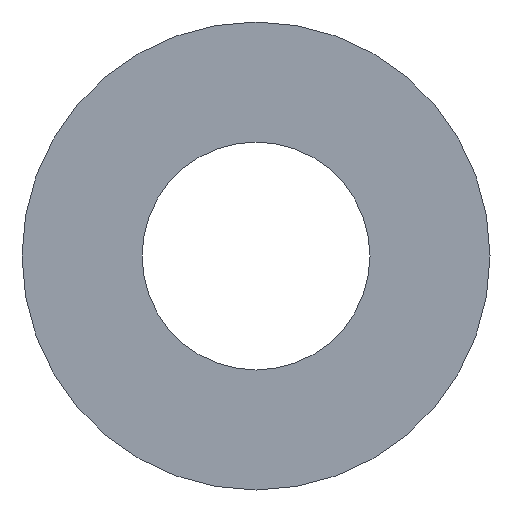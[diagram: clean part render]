
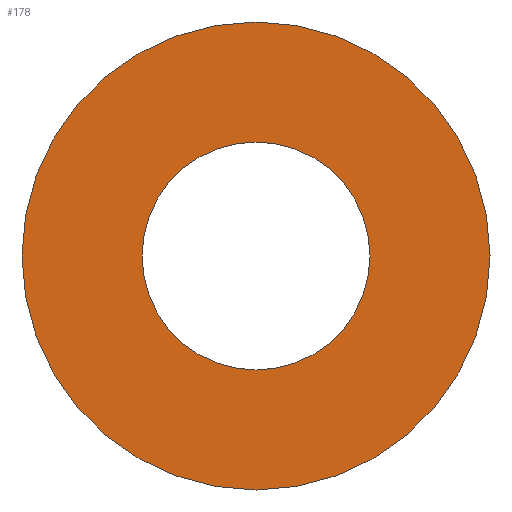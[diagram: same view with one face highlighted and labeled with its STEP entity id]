
A CAD part, front view. The second image highlights one B-rep face of the part: STEP entity #178.
In plain terms, the highlighted planar face has unit normal (0, -1, 0).
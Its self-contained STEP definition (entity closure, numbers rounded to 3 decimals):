
#1 = DIRECTION ( 'NONE',  ( 0., 0., 1. ) ) ;
#6 = DIRECTION ( 'NONE',  ( 0., 1., 0. ) ) ;
#7 = DIRECTION ( 'NONE',  ( 0., 1., 0. ) ) ;
#8 = DIRECTION ( 'NONE',  ( 0., 0., 1. ) ) ;
#11 = CARTESIAN_POINT ( 'NONE',  ( 0., 0., 0. ) ) ;
#17 = ORIENTED_EDGE ( 'NONE', *, *, #111, .T. ) ;
#18 = EDGE_CURVE ( 'NONE', #189, #80, #20, .T. ) ;
#20 = CIRCLE ( 'NONE', #47, 3.9 ) ;
#21 = ORIENTED_EDGE ( 'NONE', *, *, #49, .T. ) ;
#22 = AXIS2_PLACEMENT_3D ( 'NONE', #43, #58, #1 ) ;
#24 = AXIS2_PLACEMENT_3D ( 'NONE', #11, #7, #70 ) ;
#38 = DIRECTION ( 'NONE',  ( 0., 1., 0. ) ) ;
#43 = CARTESIAN_POINT ( 'NONE',  ( 0., 0., 0. ) ) ;
#44 = CARTESIAN_POINT ( 'NONE',  ( 0., 0., 3.9 ) ) ;
#47 = AXIS2_PLACEMENT_3D ( 'NONE', #176, #152, #90 ) ;
#49 = EDGE_CURVE ( 'NONE', #103, #132, #133, .T. ) ;
#57 = CARTESIAN_POINT ( 'NONE',  ( 0., 0., -3.9 ) ) ;
#58 = DIRECTION ( 'NONE',  ( 0., 1., 0. ) ) ;
#59 = FACE_OUTER_BOUND ( 'NONE', #82, .T. ) ;
#64 = EDGE_LOOP ( 'NONE', ( #17, #21 ) ) ;
#70 = DIRECTION ( 'NONE',  ( 0., 0., 1. ) ) ;
#75 = CARTESIAN_POINT ( 'NONE',  ( 0., 0., 1.9 ) ) ;
#78 = FACE_BOUND ( 'NONE', #64, .T. ) ;
#80 = VERTEX_POINT ( 'NONE', #57 ) ;
#82 = EDGE_LOOP ( 'NONE', ( #190, #192 ) ) ;
#83 = CIRCLE ( 'NONE', #158, 3.9 ) ;
#90 = DIRECTION ( 'NONE',  ( 1., 0., 0. ) ) ;
#96 = AXIS2_PLACEMENT_3D ( 'NONE', #162, #38, #8 ) ;
#97 = CARTESIAN_POINT ( 'NONE',  ( 0., 0., -1.9 ) ) ;
#98 = EDGE_CURVE ( 'NONE', #80, #189, #83, .T. ) ;
#103 = VERTEX_POINT ( 'NONE', #75 ) ;
#111 = EDGE_CURVE ( 'NONE', #132, #103, #151, .T. ) ;
#126 = DIRECTION ( 'NONE',  ( 1., 0., 0. ) ) ;
#132 = VERTEX_POINT ( 'NONE', #97 ) ;
#133 = CIRCLE ( 'NONE', #96, 1.9 ) ;
#144 = PLANE ( 'NONE',  #22 ) ;
#150 = CARTESIAN_POINT ( 'NONE',  ( 0., 0., 0. ) ) ;
#151 = CIRCLE ( 'NONE', #24, 1.9 ) ;
#152 = DIRECTION ( 'NONE',  ( 0., 1., 0. ) ) ;
#158 = AXIS2_PLACEMENT_3D ( 'NONE', #150, #6, #126 ) ;
#162 = CARTESIAN_POINT ( 'NONE',  ( 0., 0., 0. ) ) ;
#176 = CARTESIAN_POINT ( 'NONE',  ( 0., 0., 0. ) ) ;
#178 = ADVANCED_FACE ( 'NONE', ( #59, #78 ), #144, .F. ) ;
#189 = VERTEX_POINT ( 'NONE', #44 ) ;
#190 = ORIENTED_EDGE ( 'NONE', *, *, #98, .F. ) ;
#192 = ORIENTED_EDGE ( 'NONE', *, *, #18, .F. ) ;
